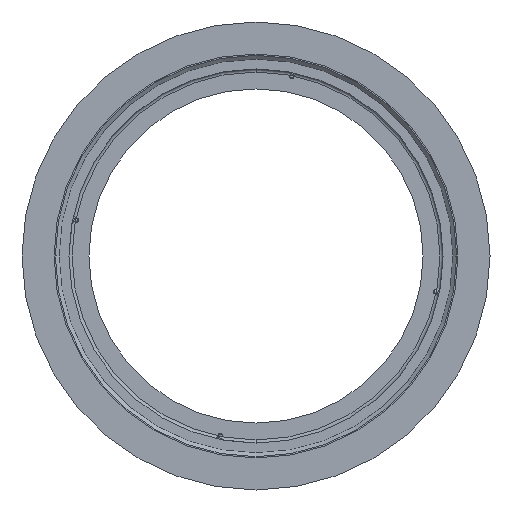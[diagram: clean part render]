
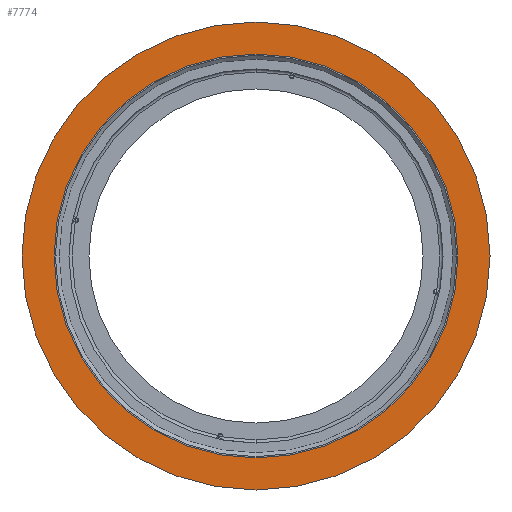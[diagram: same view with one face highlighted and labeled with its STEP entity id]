
A CAD part, front view. The second image highlights one B-rep face of the part: STEP entity #7774.
In plain terms, the highlighted planar face has unit normal (0, -1, 0).
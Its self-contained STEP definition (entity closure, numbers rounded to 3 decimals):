
#478 = PLANE ( 'NONE',  #3101 ) ;
#490 = CIRCLE ( 'NONE', #2361, 322.75 ) ;
#605 = AXIS2_PLACEMENT_3D ( 'NONE', #4204, #5261, #4550 ) ;
#880 = CIRCLE ( 'NONE', #4145, 374. ) ;
#1137 = EDGE_LOOP ( 'NONE', ( #1670, #4729 ) ) ;
#1263 = EDGE_CURVE ( 'NONE', #3568, #3106, #490, .T. ) ;
#1298 = ORIENTED_EDGE ( 'NONE', *, *, #2558, .T. ) ;
#1670 = ORIENTED_EDGE ( 'NONE', *, *, #7773, .F. ) ;
#1851 = AXIS2_PLACEMENT_3D ( 'NONE', #7568, #7557, #7529 ) ;
#2361 = AXIS2_PLACEMENT_3D ( 'NONE', #4023, #3883, #6450 ) ;
#2558 = EDGE_CURVE ( 'NONE', #3106, #3568, #3694, .T. ) ;
#2697 = DIRECTION ( 'NONE',  ( 0., 0., 1. ) ) ;
#3017 = DIRECTION ( 'NONE',  ( 0., 1., 0. ) ) ;
#3043 = ORIENTED_EDGE ( 'NONE', *, *, #1263, .T. ) ;
#3072 = CARTESIAN_POINT ( 'NONE',  ( 0., -28., 0. ) ) ;
#3101 = AXIS2_PLACEMENT_3D ( 'NONE', #7744, #7499, #7471 ) ;
#3106 = VERTEX_POINT ( 'NONE', #5476 ) ;
#3451 = CARTESIAN_POINT ( 'NONE',  ( 0., -28., 374. ) ) ;
#3568 = VERTEX_POINT ( 'NONE', #7574 ) ;
#3694 = CIRCLE ( 'NONE', #605, 322.75 ) ;
#3883 = DIRECTION ( 'NONE',  ( 0., 1., 0. ) ) ;
#3998 = FACE_BOUND ( 'NONE', #7611, .T. ) ;
#4023 = CARTESIAN_POINT ( 'NONE',  ( 0., -28., 0. ) ) ;
#4145 = AXIS2_PLACEMENT_3D ( 'NONE', #3072, #3017, #2697 ) ;
#4204 = CARTESIAN_POINT ( 'NONE',  ( 0., -28., 0. ) ) ;
#4538 = VERTEX_POINT ( 'NONE', #3451 ) ;
#4550 = DIRECTION ( 'NONE',  ( 0., 0., 1. ) ) ;
#4729 = ORIENTED_EDGE ( 'NONE', *, *, #7325, .F. ) ;
#5261 = DIRECTION ( 'NONE',  ( 0., 1., 0. ) ) ;
#5476 = CARTESIAN_POINT ( 'NONE',  ( 0., -28., 322.75 ) ) ;
#5613 = CARTESIAN_POINT ( 'NONE',  ( 0., -28., -374. ) ) ;
#6450 = DIRECTION ( 'NONE',  ( 0., 0., 1. ) ) ;
#7092 = VERTEX_POINT ( 'NONE', #5613 ) ;
#7261 = FACE_OUTER_BOUND ( 'NONE', #1137, .T. ) ;
#7325 = EDGE_CURVE ( 'NONE', #7092, #4538, #880, .T. ) ;
#7468 = CIRCLE ( 'NONE', #1851, 374. ) ;
#7471 = DIRECTION ( 'NONE',  ( 0., 0., 1. ) ) ;
#7499 = DIRECTION ( 'NONE',  ( 0., 1., 0. ) ) ;
#7529 = DIRECTION ( 'NONE',  ( 0., 0., 1. ) ) ;
#7557 = DIRECTION ( 'NONE',  ( 0., 1., 0. ) ) ;
#7568 = CARTESIAN_POINT ( 'NONE',  ( 0., -28., 0. ) ) ;
#7574 = CARTESIAN_POINT ( 'NONE',  ( 0., -28., -322.75 ) ) ;
#7611 = EDGE_LOOP ( 'NONE', ( #1298, #3043 ) ) ;
#7744 = CARTESIAN_POINT ( 'NONE',  ( 0., -28., 322.75 ) ) ;
#7773 = EDGE_CURVE ( 'NONE', #4538, #7092, #7468, .T. ) ;
#7774 = ADVANCED_FACE ( 'NONE', ( #7261, #3998 ), #478, .F. ) ;
